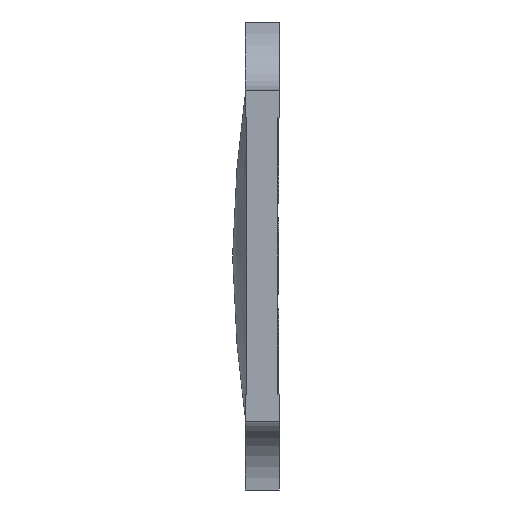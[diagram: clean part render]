
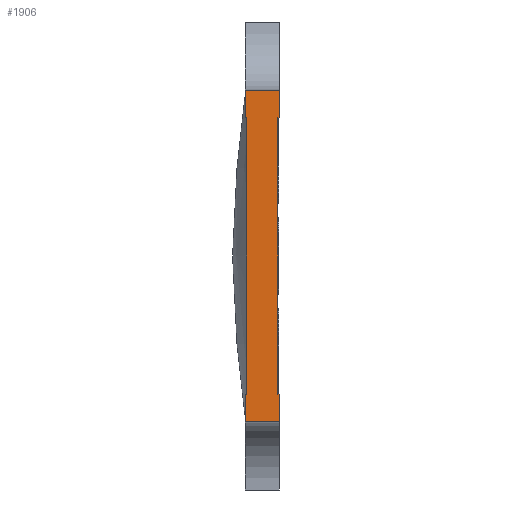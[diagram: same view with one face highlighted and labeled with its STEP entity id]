
A CAD part, left-side view. The second image highlights one B-rep face of the part: STEP entity #1906.
In plain terms, the highlighted planar face has unit normal (-1, 0, 0).
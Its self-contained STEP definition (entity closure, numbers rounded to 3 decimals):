
#108=PLANE('',#2071);
#234=LINE('',#3118,#400);
#236=LINE('',#3128,#402);
#237=LINE('',#3133,#403);
#243=LINE('',#3155,#409);
#246=LINE('',#3164,#412);
#251=LINE('',#3181,#417);
#255=LINE('',#3187,#421);
#258=LINE('',#3196,#424);
#264=LINE('',#3214,#430);
#265=LINE('',#3219,#431);
#272=LINE('',#3235,#438);
#273=LINE('',#3237,#439);
#400=VECTOR('',#2422,10.);
#402=VECTOR('',#2432,10.);
#403=VECTOR('',#2437,10.);
#409=VECTOR('',#2457,10.);
#412=VECTOR('',#2466,10.);
#417=VECTOR('',#2483,10.);
#421=VECTOR('',#2489,10.);
#424=VECTOR('',#2498,10.);
#430=VECTOR('',#2516,10.);
#431=VECTOR('',#2521,10.);
#438=VECTOR('',#2538,10.);
#439=VECTOR('',#2541,10.);
#573=FACE_OUTER_BOUND('',#685,.T.);
#685=EDGE_LOOP('',(#1647,#1648,#1649,#1650,#1651,#1652,#1653,#1654,#1655,
#1656,#1657,#1658));
#887=VERTEX_POINT('',#3103);
#894=VERTEX_POINT('',#3116);
#896=VERTEX_POINT('',#3122);
#898=VERTEX_POINT('',#3126);
#899=VERTEX_POINT('',#3130);
#907=VERTEX_POINT('',#3151);
#909=VERTEX_POINT('',#3154);
#912=VERTEX_POINT('',#3161);
#919=VERTEX_POINT('',#3186);
#921=VERTEX_POINT('',#3192);
#928=VERTEX_POINT('',#3212);
#930=VERTEX_POINT('',#3217);
#1129=EDGE_CURVE('',#887,#894,#234,.T.);
#1133=EDGE_CURVE('',#896,#898,#236,.T.);
#1135=EDGE_CURVE('',#898,#899,#237,.T.);
#1145=EDGE_CURVE('',#907,#909,#243,.T.);
#1150=EDGE_CURVE('',#912,#909,#246,.T.);
#1158=EDGE_CURVE('',#896,#907,#251,.T.);
#1162=EDGE_CURVE('',#887,#919,#255,.T.);
#1167=EDGE_CURVE('',#919,#921,#258,.T.);
#1176=EDGE_CURVE('',#894,#928,#264,.T.);
#1178=EDGE_CURVE('',#930,#928,#265,.T.);
#1187=EDGE_CURVE('',#930,#912,#272,.T.);
#1188=EDGE_CURVE('',#921,#899,#273,.T.);
#1647=ORIENTED_EDGE('',*,*,#1129,.T.);
#1648=ORIENTED_EDGE('',*,*,#1176,.T.);
#1649=ORIENTED_EDGE('',*,*,#1178,.F.);
#1650=ORIENTED_EDGE('',*,*,#1187,.T.);
#1651=ORIENTED_EDGE('',*,*,#1150,.T.);
#1652=ORIENTED_EDGE('',*,*,#1145,.F.);
#1653=ORIENTED_EDGE('',*,*,#1158,.F.);
#1654=ORIENTED_EDGE('',*,*,#1133,.T.);
#1655=ORIENTED_EDGE('',*,*,#1135,.T.);
#1656=ORIENTED_EDGE('',*,*,#1188,.F.);
#1657=ORIENTED_EDGE('',*,*,#1167,.F.);
#1658=ORIENTED_EDGE('',*,*,#1162,.F.);
#1906=ADVANCED_FACE('',(#573),#108,.T.);
#2071=AXIS2_PLACEMENT_3D('',#3236,#2539,#2540);
#2422=DIRECTION('',(0.,0.,1.));
#2432=DIRECTION('',(0.,1.,0.));
#2437=DIRECTION('',(0.,0.,-1.));
#2457=DIRECTION('',(0.,1.,0.));
#2466=DIRECTION('',(0.,0.,-1.));
#2483=DIRECTION('',(0.,0.,1.));
#2489=DIRECTION('',(0.,-1.,0.));
#2498=DIRECTION('',(0.,0.,-1.));
#2516=DIRECTION('',(0.,-1.,0.));
#2521=DIRECTION('',(0.,0.,-1.));
#2538=DIRECTION('',(0.,1.,0.));
#2539=DIRECTION('center_axis',(-1.,0.,0.));
#2540=DIRECTION('ref_axis',(0.,0.,1.));
#2541=DIRECTION('',(0.,1.,0.));
#3103=CARTESIAN_POINT('',(-3.3,0.018,-1.775));
#3116=CARTESIAN_POINT('',(-3.3,0.018,1.775));
#3118=CARTESIAN_POINT('',(-3.3,0.018,-2.125));
#3122=CARTESIAN_POINT('',(-3.3,0.418,-1.775));
#3126=CARTESIAN_POINT('',(-3.3,0.436,-1.775));
#3128=CARTESIAN_POINT('',(-3.3,0.418,-1.775));
#3130=CARTESIAN_POINT('',(-3.3,0.436,-2.125));
#3133=CARTESIAN_POINT('',(-3.3,0.436,2.125));
#3151=CARTESIAN_POINT('',(-3.3,0.418,1.775));
#3154=CARTESIAN_POINT('',(-3.3,0.436,1.775));
#3155=CARTESIAN_POINT('',(-3.3,0.418,1.775));
#3161=CARTESIAN_POINT('',(-3.3,0.436,2.125));
#3164=CARTESIAN_POINT('',(-3.3,0.436,2.125));
#3181=CARTESIAN_POINT('',(-3.3,0.418,-2.125));
#3186=CARTESIAN_POINT('',(-3.3,0.,-1.775));
#3187=CARTESIAN_POINT('',(-3.3,0.018,-1.775));
#3192=CARTESIAN_POINT('',(-3.3,0.,-2.125));
#3196=CARTESIAN_POINT('',(-3.3,0.,2.125));
#3212=CARTESIAN_POINT('',(-3.3,0.,1.775));
#3214=CARTESIAN_POINT('',(-3.3,0.018,1.775));
#3217=CARTESIAN_POINT('',(-3.3,0.,2.125));
#3219=CARTESIAN_POINT('',(-3.3,0.,2.125));
#3235=CARTESIAN_POINT('',(-3.3,0.018,2.125));
#3236=CARTESIAN_POINT('Origin',(-3.3,0.018,-2.125));
#3237=CARTESIAN_POINT('',(-3.3,0.018,-2.125));
